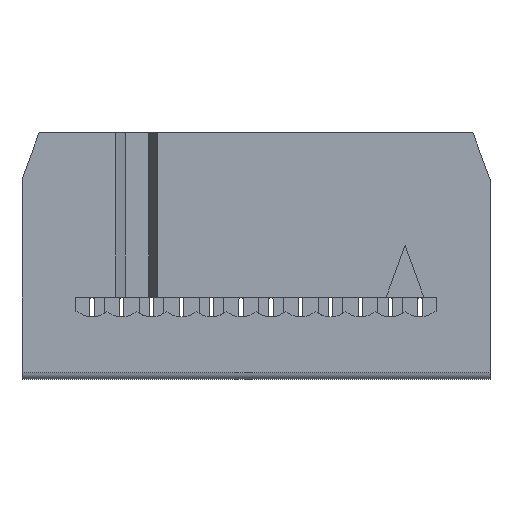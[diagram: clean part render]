
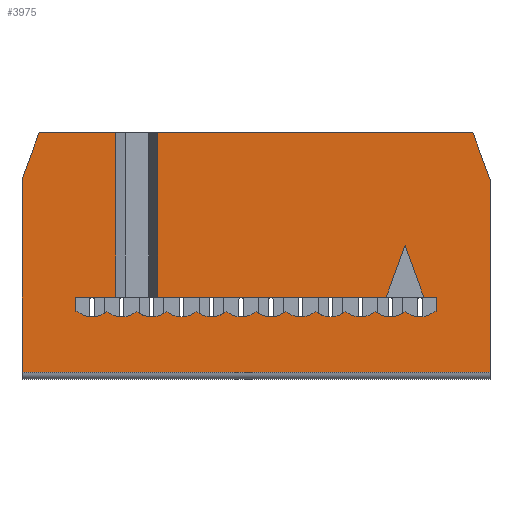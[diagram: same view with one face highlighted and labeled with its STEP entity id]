
A CAD part, front view. The second image highlights one B-rep face of the part: STEP entity #3975.
In plain terms, the highlighted planar face has unit normal (0, -1, 0).
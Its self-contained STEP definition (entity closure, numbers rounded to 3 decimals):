
#109=CARTESIAN_POINT('',(0.,-3.,-0.6));
#110=VERTEX_POINT('',#109);
#111=CARTESIAN_POINT('',(1.27,-3.,-0.6));
#112=VERTEX_POINT('',#111);
#113=CARTESIAN_POINT('',(0.635,-3.,0.081));
#114=DIRECTION('',(-0.682,0.,-0.732));
#115=DIRECTION('',(0.,-1.,0.));
#116=AXIS2_PLACEMENT_3D('',#113,#115,#114);
#117=CIRCLE('',#116,0.931);
#118=EDGE_CURVE('',#110,#112,#117,.T.);
#541=CARTESIAN_POINT('',(2.54,-3.,-0.6));
#542=VERTEX_POINT('',#541);
#568=CARTESIAN_POINT('',(1.905,-3.,0.081));
#569=DIRECTION('',(-0.682,0.,-0.732));
#570=DIRECTION('',(0.,-1.,0.));
#571=AXIS2_PLACEMENT_3D('',#568,#570,#569);
#572=CIRCLE('',#571,0.931);
#573=EDGE_CURVE('',#112,#542,#572,.T.);
#583=CARTESIAN_POINT('',(8.965,-3.,-0.6));
#584=VERTEX_POINT('',#583);
#585=CARTESIAN_POINT('',(8.965,-3.,0.));
#586=VERTEX_POINT('',#585);
#587=CARTESIAN_POINT('',(8.965,-3.,-0.6));
#588=DIRECTION('',(0.,0.,1.));
#589=VECTOR('',#588,0.6);
#590=LINE('',#587,#589);
#591=EDGE_CURVE('',#584,#586,#590,.T.);
#633=CARTESIAN_POINT('',(8.89,-3.,-0.6));
#634=VERTEX_POINT('',#633);
#641=CARTESIAN_POINT('',(8.89,-3.,-0.6));
#642=DIRECTION('',(1.,0.,0.));
#643=VECTOR('',#642,0.075);
#644=LINE('',#641,#643);
#645=EDGE_CURVE('',#634,#584,#644,.T.);
#662=CARTESIAN_POINT('',(7.62,-3.,-0.6));
#663=VERTEX_POINT('',#662);
#664=CARTESIAN_POINT('',(8.255,-3.,0.081));
#665=DIRECTION('',(-0.682,0.,-0.732));
#666=DIRECTION('',(0.,-1.,0.));
#667=AXIS2_PLACEMENT_3D('',#664,#666,#665);
#668=CIRCLE('',#667,0.931);
#669=EDGE_CURVE('',#663,#634,#668,.T.);
#714=CARTESIAN_POINT('',(6.35,-3.,-0.6));
#715=VERTEX_POINT('',#714);
#722=CARTESIAN_POINT('',(6.985,-3.,0.081));
#723=DIRECTION('',(-0.682,0.,-0.732));
#724=DIRECTION('',(0.,-1.,0.));
#725=AXIS2_PLACEMENT_3D('',#722,#724,#723);
#726=CIRCLE('',#725,0.931);
#727=EDGE_CURVE('',#715,#663,#726,.T.);
#747=CARTESIAN_POINT('',(5.08,-3.,-0.6));
#748=VERTEX_POINT('',#747);
#755=CARTESIAN_POINT('',(5.715,-3.,0.081));
#756=DIRECTION('',(-0.682,0.,-0.732));
#757=DIRECTION('',(0.,-1.,0.));
#758=AXIS2_PLACEMENT_3D('',#755,#757,#756);
#759=CIRCLE('',#758,0.931);
#760=EDGE_CURVE('',#748,#715,#759,.T.);
#789=CARTESIAN_POINT('',(3.81,-3.,-0.6));
#790=VERTEX_POINT('',#789);
#797=CARTESIAN_POINT('',(4.445,-3.,0.081));
#798=DIRECTION('',(-0.682,0.,-0.732));
#799=DIRECTION('',(0.,-1.,0.));
#800=AXIS2_PLACEMENT_3D('',#797,#799,#798);
#801=CIRCLE('',#800,0.931);
#802=EDGE_CURVE('',#790,#748,#801,.T.);
#812=CARTESIAN_POINT('',(3.175,-3.,0.081));
#813=DIRECTION('',(-0.682,0.,-0.732));
#814=DIRECTION('',(0.,-1.,0.));
#815=AXIS2_PLACEMENT_3D('',#812,#814,#813);
#816=CIRCLE('',#815,0.931);
#817=EDGE_CURVE('',#542,#790,#816,.T.);
#2250=CARTESIAN_POINT('',(-8.7,-3.,-3.2));
#2251=VERTEX_POINT('',#2250);
#2269=CARTESIAN_POINT('',(11.24,-3.,-3.2));
#2270=VERTEX_POINT('',#2269);
#2278=CARTESIAN_POINT('',(11.24,-3.,-3.2));
#2279=DIRECTION('',(-1.,0.,0.));
#2280=VECTOR('',#2279,19.94);
#2281=LINE('',#2278,#2280);
#2282=EDGE_CURVE('',#2270,#2251,#2281,.T.);
#3797=CARTESIAN_POINT('',(-9.271,-3.,-5.306));
#3798=DIRECTION('',(1.,0.,0.));
#3799=DIRECTION('',(0.,-1.,0.));
#3800=AXIS2_PLACEMENT_3D('',#3797,#3799,#3798);
#3801=PLANE('',#3800);
#3802=ORIENTED_EDGE('',*,*,#573,.F.);
#3803=ORIENTED_EDGE('',*,*,#118,.F.);
#3804=CARTESIAN_POINT('',(-1.27,-3.,-0.6));
#3805=VERTEX_POINT('',#3804);
#3806=CARTESIAN_POINT('',(-0.635,-3.,0.081));
#3807=DIRECTION('',(0.682,0.,-0.732));
#3808=DIRECTION('',(0.,1.,0.));
#3809=AXIS2_PLACEMENT_3D('',#3806,#3808,#3807);
#3810=CIRCLE('',#3809,0.931);
#3811=EDGE_CURVE('',#110,#3805,#3810,.T.);
#3812=ORIENTED_EDGE('',*,*,#3811,.T.);
#3813=CARTESIAN_POINT('',(-2.54,-3.,-0.6));
#3814=VERTEX_POINT('',#3813);
#3815=CARTESIAN_POINT('',(-1.905,-3.,0.081));
#3816=DIRECTION('',(0.682,0.,-0.732));
#3817=DIRECTION('',(0.,1.,0.));
#3818=AXIS2_PLACEMENT_3D('',#3815,#3817,#3816);
#3819=CIRCLE('',#3818,0.931);
#3820=EDGE_CURVE('',#3805,#3814,#3819,.T.);
#3821=ORIENTED_EDGE('',*,*,#3820,.T.);
#3822=CARTESIAN_POINT('',(-3.81,-3.,-0.6));
#3823=VERTEX_POINT('',#3822);
#3824=CARTESIAN_POINT('',(-3.175,-3.,0.081));
#3825=DIRECTION('',(0.682,0.,-0.732));
#3826=DIRECTION('',(0.,1.,0.));
#3827=AXIS2_PLACEMENT_3D('',#3824,#3826,#3825);
#3828=CIRCLE('',#3827,0.931);
#3829=EDGE_CURVE('',#3814,#3823,#3828,.T.);
#3830=ORIENTED_EDGE('',*,*,#3829,.T.);
#3831=CARTESIAN_POINT('',(-5.08,-3.,-0.6));
#3832=VERTEX_POINT('',#3831);
#3833=CARTESIAN_POINT('',(-4.445,-3.,0.081));
#3834=DIRECTION('',(0.682,0.,-0.732));
#3835=DIRECTION('',(0.,1.,0.));
#3836=AXIS2_PLACEMENT_3D('',#3833,#3835,#3834);
#3837=CIRCLE('',#3836,0.931);
#3838=EDGE_CURVE('',#3823,#3832,#3837,.T.);
#3839=ORIENTED_EDGE('',*,*,#3838,.T.);
#3840=CARTESIAN_POINT('',(-6.35,-3.,-0.6));
#3841=VERTEX_POINT('',#3840);
#3842=CARTESIAN_POINT('',(-5.715,-3.,0.081));
#3843=DIRECTION('',(0.682,0.,-0.732));
#3844=DIRECTION('',(0.,1.,0.));
#3845=AXIS2_PLACEMENT_3D('',#3842,#3844,#3843);
#3846=CIRCLE('',#3845,0.931);
#3847=EDGE_CURVE('',#3832,#3841,#3846,.T.);
#3848=ORIENTED_EDGE('',*,*,#3847,.T.);
#3849=CARTESIAN_POINT('',(-6.425,-3.,-0.6));
#3850=VERTEX_POINT('',#3849);
#3851=CARTESIAN_POINT('',(-6.35,-3.,-0.6));
#3852=DIRECTION('',(-1.,0.,0.));
#3853=VECTOR('',#3852,0.075);
#3854=LINE('',#3851,#3853);
#3855=EDGE_CURVE('',#3841,#3850,#3854,.T.);
#3856=ORIENTED_EDGE('',*,*,#3855,.T.);
#3857=CARTESIAN_POINT('',(-6.425,-3.,0.));
#3858=VERTEX_POINT('',#3857);
#3859=CARTESIAN_POINT('',(-6.425,-3.,-0.6));
#3860=DIRECTION('',(0.,0.,1.));
#3861=VECTOR('',#3860,0.6);
#3862=LINE('',#3859,#3861);
#3863=EDGE_CURVE('',#3850,#3858,#3862,.T.);
#3864=ORIENTED_EDGE('',*,*,#3863,.T.);
#3865=CARTESIAN_POINT('',(-4.71,-3.,0.));
#3866=VERTEX_POINT('',#3865);
#3867=CARTESIAN_POINT('',(-4.71,-3.,0.));
#3868=DIRECTION('',(-1.,0.,0.));
#3869=VECTOR('',#3868,1.715);
#3870=LINE('',#3867,#3869);
#3871=EDGE_CURVE('',#3866,#3858,#3870,.T.);
#3872=ORIENTED_EDGE('',*,*,#3871,.F.);
#3873=CARTESIAN_POINT('',(-4.71,-3.,7.));
#3874=VERTEX_POINT('',#3873);
#3875=CARTESIAN_POINT('',(-4.71,-3.,7.));
#3876=DIRECTION('',(0.,0.,-1.));
#3877=VECTOR('',#3876,7.);
#3878=LINE('',#3875,#3877);
#3879=EDGE_CURVE('',#3874,#3866,#3878,.T.);
#3880=ORIENTED_EDGE('',*,*,#3879,.F.);
#3881=CARTESIAN_POINT('',(-7.972,-3.,7.));
#3882=VERTEX_POINT('',#3881);
#3883=CARTESIAN_POINT('',(-7.972,-3.,7.));
#3884=DIRECTION('',(1.,0.,0.));
#3885=VECTOR('',#3884,3.262);
#3886=LINE('',#3883,#3885);
#3887=EDGE_CURVE('',#3882,#3874,#3886,.T.);
#3888=ORIENTED_EDGE('',*,*,#3887,.F.);
#3889=CARTESIAN_POINT('',(-8.7,-3.,5.));
#3890=VERTEX_POINT('',#3889);
#3891=CARTESIAN_POINT('',(-7.972,-3.,7.));
#3892=DIRECTION('',(-0.342,0.,-0.94));
#3893=VECTOR('',#3892,2.128);
#3894=LINE('',#3891,#3893);
#3895=EDGE_CURVE('',#3882,#3890,#3894,.T.);
#3896=ORIENTED_EDGE('',*,*,#3895,.T.);
#3897=CARTESIAN_POINT('',(-8.7,-3.,-3.2));
#3898=DIRECTION('',(0.,0.,1.));
#3899=VECTOR('',#3898,8.2);
#3900=LINE('',#3897,#3899);
#3901=EDGE_CURVE('',#2251,#3890,#3900,.T.);
#3902=ORIENTED_EDGE('',*,*,#3901,.F.);
#3903=ORIENTED_EDGE('',*,*,#2282,.F.);
#3904=CARTESIAN_POINT('',(11.24,-3.,5.));
#3905=VERTEX_POINT('',#3904);
#3906=CARTESIAN_POINT('',(11.24,-3.,5.));
#3907=DIRECTION('',(0.,0.,-1.));
#3908=VECTOR('',#3907,8.2);
#3909=LINE('',#3906,#3908);
#3910=EDGE_CURVE('',#3905,#2270,#3909,.T.);
#3911=ORIENTED_EDGE('',*,*,#3910,.F.);
#3912=CARTESIAN_POINT('',(10.512,-3.,7.));
#3913=VERTEX_POINT('',#3912);
#3914=CARTESIAN_POINT('',(11.24,-3.,5.));
#3915=DIRECTION('',(-0.342,0.,0.94));
#3916=VECTOR('',#3915,2.128);
#3917=LINE('',#3914,#3916);
#3918=EDGE_CURVE('',#3905,#3913,#3917,.T.);
#3919=ORIENTED_EDGE('',*,*,#3918,.T.);
#3920=CARTESIAN_POINT('',(-2.91,-3.,7.));
#3921=VERTEX_POINT('',#3920);
#3922=CARTESIAN_POINT('',(10.512,-3.,7.));
#3923=DIRECTION('',(-1.,0.,0.));
#3924=VECTOR('',#3923,13.422);
#3925=LINE('',#3922,#3924);
#3926=EDGE_CURVE('',#3913,#3921,#3925,.T.);
#3927=ORIENTED_EDGE('',*,*,#3926,.T.);
#3928=CARTESIAN_POINT('',(-2.91,-3.,0.));
#3929=VERTEX_POINT('',#3928);
#3930=CARTESIAN_POINT('',(-2.91,-3.,7.));
#3931=DIRECTION('',(0.,0.,-1.));
#3932=VECTOR('',#3931,7.);
#3933=LINE('',#3930,#3932);
#3934=EDGE_CURVE('',#3921,#3929,#3933,.T.);
#3935=ORIENTED_EDGE('',*,*,#3934,.T.);
#3936=CARTESIAN_POINT('',(6.82,-3.,0.));
#3937=VERTEX_POINT('',#3936);
#3938=CARTESIAN_POINT('',(-2.91,-3.,0.));
#3939=DIRECTION('',(1.,0.,0.));
#3940=VECTOR('',#3939,9.73);
#3941=LINE('',#3938,#3940);
#3942=EDGE_CURVE('',#3929,#3937,#3941,.T.);
#3943=ORIENTED_EDGE('',*,*,#3942,.T.);
#3944=CARTESIAN_POINT('',(7.62,-3.,2.198));
#3945=VERTEX_POINT('',#3944);
#3946=CARTESIAN_POINT('',(6.82,-3.,0.));
#3947=DIRECTION('',(0.342,0.,0.94));
#3948=VECTOR('',#3947,2.339);
#3949=LINE('',#3946,#3948);
#3950=EDGE_CURVE('',#3937,#3945,#3949,.T.);
#3951=ORIENTED_EDGE('',*,*,#3950,.T.);
#3952=CARTESIAN_POINT('',(8.42,-3.,0.));
#3953=VERTEX_POINT('',#3952);
#3954=CARTESIAN_POINT('',(7.62,-3.,2.198));
#3955=DIRECTION('',(0.342,0.,-0.94));
#3956=VECTOR('',#3955,2.339);
#3957=LINE('',#3954,#3956);
#3958=EDGE_CURVE('',#3945,#3953,#3957,.T.);
#3959=ORIENTED_EDGE('',*,*,#3958,.T.);
#3960=CARTESIAN_POINT('',(8.42,-3.,0.));
#3961=DIRECTION('',(1.,0.,0.));
#3962=VECTOR('',#3961,0.545);
#3963=LINE('',#3960,#3962);
#3964=EDGE_CURVE('',#3953,#586,#3963,.T.);
#3965=ORIENTED_EDGE('',*,*,#3964,.T.);
#3966=ORIENTED_EDGE('',*,*,#591,.F.);
#3967=ORIENTED_EDGE('',*,*,#645,.F.);
#3968=ORIENTED_EDGE('',*,*,#669,.F.);
#3969=ORIENTED_EDGE('',*,*,#727,.F.);
#3970=ORIENTED_EDGE('',*,*,#760,.F.);
#3971=ORIENTED_EDGE('',*,*,#802,.F.);
#3972=ORIENTED_EDGE('',*,*,#817,.F.);
#3973=EDGE_LOOP('',(#3802,#3803,#3812,#3821,#3830,#3839,#3848,#3856,#3864,#3872,#3880,#3888,#3896,#3902,#3903,#3911,#3919,#3927,#3935,#3943,#3951,#3959,#3965,#3966,#3967,#3968,#3969,#3970,#3971,#3972));
#3974=FACE_OUTER_BOUND('',#3973,.T.);
#3975=ADVANCED_FACE('',(#3974),#3801,.T.);
